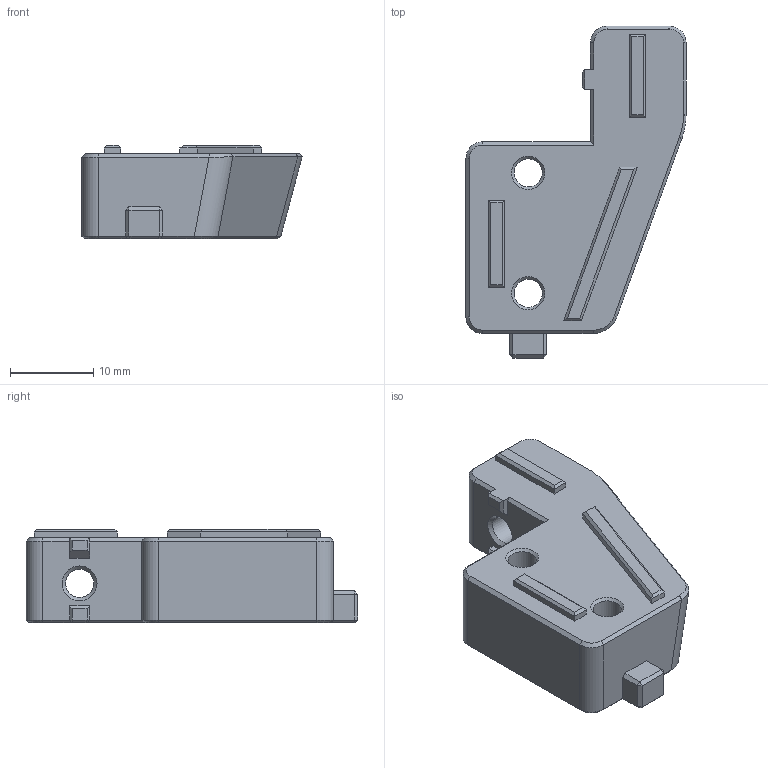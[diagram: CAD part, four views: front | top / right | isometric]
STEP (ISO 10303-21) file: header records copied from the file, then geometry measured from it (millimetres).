
FILE_DESCRIPTION(/* description */ (''),/* implementation_level */ '2;1');
FILE_NAME(/* name */ 'B_Drive_A_x1.step',/* time_stamp */ '2025-12-31T11:39:01-05:00',/* author */ (''),/* organization */ (''),/* preprocessor_version */ 'ST-DEVELOPER v20.1',/* originating_system */ 'Autodesk Translation Framework v14.21.0.0',/* authorisation */ '');
FILE_SCHEMA (('AUTOMOTIVE_DESIGN { 1 0 10303 214 3 1 1 }'));
Length unit declared in the file: millimetre
Products named in the file (1): B_Drive
Bounding box: 26.51 x 39.98 x 11.23 mm (x, y, z)
Volume: 6017.8 mm3; surface area: 2803.3 mm2
Topology: 1 solids, 1 shells, 127 faces, 299 edges, 178 vertices
Faces by surface type: plane 89, bspline 13, cone 13, cylinder 12
Full cylindrical faces by diameter (mm): 3.4 x3, 4.7 x2, 6 x1
Entity records: 4088 total; most frequent: CARTESIAN_POINT 1199, ORIENTED_EDGE 598, DIRECTION 551, EDGE_CURVE 299, LINE 241, VECTOR 241, VERTEX_POINT 178, AXIS2_PLACEMENT_3D 155
